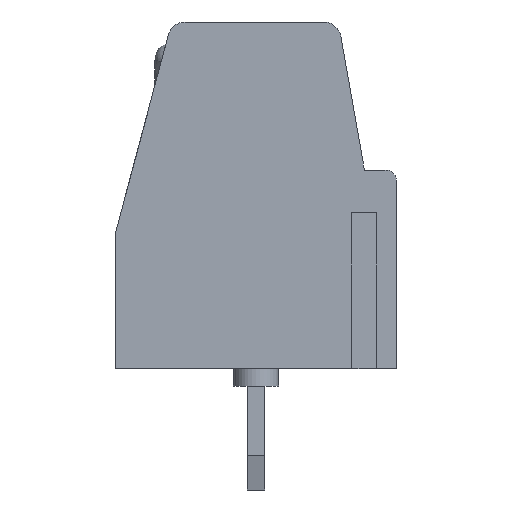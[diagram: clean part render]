
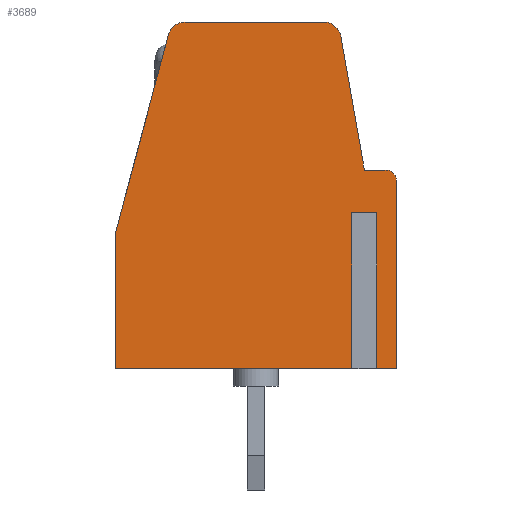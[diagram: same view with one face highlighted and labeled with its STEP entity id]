
A CAD part, left-side view. The second image highlights one B-rep face of the part: STEP entity #3689.
In plain terms, the highlighted face is planar.
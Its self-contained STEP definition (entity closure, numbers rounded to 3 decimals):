
#79=PLANE('',#3930);
#251=FACE_OUTER_BOUND('',#475,.T.);
#475=EDGE_LOOP('',(#2500,#2501,#2502,#2503,#2504,#2505,#2506,#2507,#2508,
#2509,#2510,#2511,#2512,#2513));
#695=CIRCLE('',#3906,0.5);
#705=CIRCLE('',#3931,0.3);
#706=CIRCLE('',#3932,0.5);
#803=LINE('',#5303,#1192);
#806=LINE('',#5309,#1195);
#819=LINE('',#5359,#1208);
#827=LINE('',#5374,#1216);
#848=LINE('',#5427,#1237);
#856=LINE('',#5444,#1245);
#857=LINE('',#5445,#1246);
#858=LINE('',#5447,#1247);
#859=LINE('',#5451,#1248);
#860=LINE('',#5452,#1249);
#861=LINE('',#5454,#1250);
#1192=VECTOR('',#4249,1.);
#1195=VECTOR('',#4254,1.);
#1208=VECTOR('',#4277,1.);
#1216=VECTOR('',#4285,1.);
#1237=VECTOR('',#4332,1.);
#1245=VECTOR('',#4348,1.);
#1246=VECTOR('',#4349,1.);
#1247=VECTOR('',#4350,1.);
#1248=VECTOR('',#4353,1.);
#1249=VECTOR('',#4354,1.);
#1250=VECTOR('',#4355,1.);
#1579=VERTEX_POINT('',#5291);
#1581=VERTEX_POINT('',#5295);
#1582=VERTEX_POINT('',#5299);
#1584=VERTEX_POINT('',#5302);
#1586=VERTEX_POINT('',#5308);
#1605=VERTEX_POINT('',#5356);
#1606=VERTEX_POINT('',#5358);
#1613=VERTEX_POINT('',#5372);
#1632=VERTEX_POINT('',#5425);
#1637=VERTEX_POINT('',#5443);
#1638=VERTEX_POINT('',#5446);
#1639=VERTEX_POINT('',#5448);
#1640=VERTEX_POINT('',#5450);
#1641=VERTEX_POINT('',#5453);
#1903=EDGE_CURVE('',#1581,#1579,#695,.T.);
#1905=EDGE_CURVE('',#1584,#1582,#803,.T.);
#1908=EDGE_CURVE('',#1586,#1584,#806,.T.);
#1929=EDGE_CURVE('',#1606,#1605,#819,.T.);
#1937=EDGE_CURVE('',#1582,#1613,#827,.T.);
#1963=EDGE_CURVE('',#1632,#1613,#848,.T.);
#1971=EDGE_CURVE('',#1632,#1637,#856,.T.);
#1972=EDGE_CURVE('',#1606,#1637,#857,.T.);
#1973=EDGE_CURVE('',#1605,#1638,#858,.T.);
#1974=EDGE_CURVE('',#1639,#1638,#705,.T.);
#1975=EDGE_CURVE('',#1639,#1640,#859,.T.);
#1976=EDGE_CURVE('',#1640,#1579,#860,.T.);
#1977=EDGE_CURVE('',#1581,#1641,#861,.T.);
#1978=EDGE_CURVE('',#1586,#1641,#706,.T.);
#2500=ORIENTED_EDGE('',*,*,#1908,.T.);
#2501=ORIENTED_EDGE('',*,*,#1905,.T.);
#2502=ORIENTED_EDGE('',*,*,#1937,.T.);
#2503=ORIENTED_EDGE('',*,*,#1963,.F.);
#2504=ORIENTED_EDGE('',*,*,#1971,.T.);
#2505=ORIENTED_EDGE('',*,*,#1972,.F.);
#2506=ORIENTED_EDGE('',*,*,#1929,.T.);
#2507=ORIENTED_EDGE('',*,*,#1973,.T.);
#2508=ORIENTED_EDGE('',*,*,#1974,.F.);
#2509=ORIENTED_EDGE('',*,*,#1975,.T.);
#2510=ORIENTED_EDGE('',*,*,#1976,.T.);
#2511=ORIENTED_EDGE('',*,*,#1903,.F.);
#2512=ORIENTED_EDGE('',*,*,#1977,.T.);
#2513=ORIENTED_EDGE('',*,*,#1978,.F.);
#3689=ADVANCED_FACE('',(#251),#79,.F.);
#3906=AXIS2_PLACEMENT_3D('',#5297,#4244,#4245);
#3930=AXIS2_PLACEMENT_3D('',#5442,#4346,#4347);
#3931=AXIS2_PLACEMENT_3D('',#5449,#4351,#4352);
#3932=AXIS2_PLACEMENT_3D('',#5455,#4356,#4357);
#4244=DIRECTION('center_axis',(0.,0.,1.));
#4245=DIRECTION('ref_axis',(1.,0.,0.));
#4249=DIRECTION('',(0.,-1.,0.));
#4254=DIRECTION('',(0.259,-0.966,0.));
#4277=DIRECTION('',(-1.,0.,0.));
#4285=DIRECTION('',(-1.,0.,0.));
#4332=DIRECTION('',(0.,-1.,0.));
#4346=DIRECTION('center_axis',(0.,0.,1.));
#4347=DIRECTION('ref_axis',(1.,0.,0.));
#4348=DIRECTION('',(-1.,0.,0.));
#4349=DIRECTION('',(0.,1.,0.));
#4350=DIRECTION('',(0.,1.,0.));
#4351=DIRECTION('center_axis',(0.,0.,1.));
#4352=DIRECTION('ref_axis',(1.,0.,0.));
#4353=DIRECTION('',(1.,0.,0.));
#4354=DIRECTION('',(0.174,0.985,0.));
#4355=DIRECTION('',(1.,0.,0.));
#4356=DIRECTION('center_axis',(0.,0.,1.));
#4357=DIRECTION('ref_axis',(1.,0.,0.));
#5291=CARTESIAN_POINT('',(-38.302,25.096,-7.62));
#5295=CARTESIAN_POINT('',(-37.809,25.509,-7.62));
#5297=CARTESIAN_POINT('Origin',(-37.809,25.009,-7.62));
#5299=CARTESIAN_POINT('',(-31.804,15.509,-7.62));
#5302=CARTESIAN_POINT('',(-31.804,19.444,-7.62));
#5303=CARTESIAN_POINT('',(-31.804,-26.716,-7.62));
#5308=CARTESIAN_POINT('',(-33.33,25.138,-7.62));
#5309=CARTESIAN_POINT('',(-19.435,-26.716,-7.62));
#5356=CARTESIAN_POINT('',(-39.904,15.509,-7.62));
#5358=CARTESIAN_POINT('',(-39.181,15.509,-7.62));
#5359=CARTESIAN_POINT('',(-88.926,15.509,-7.62));
#5372=CARTESIAN_POINT('',(-38.767,15.509,-7.62));
#5374=CARTESIAN_POINT('',(-88.926,15.509,-7.62));
#5425=CARTESIAN_POINT('',(-38.767,20.009,-7.62));
#5427=CARTESIAN_POINT('',(-38.767,-26.716,-7.62));
#5442=CARTESIAN_POINT('Origin',(0.,0.,-7.62));
#5443=CARTESIAN_POINT('',(-39.181,20.009,-7.62));
#5444=CARTESIAN_POINT('',(-88.926,20.009,-7.62));
#5445=CARTESIAN_POINT('',(-39.181,-26.716,-7.62));
#5446=CARTESIAN_POINT('',(-39.904,20.939,-7.62));
#5447=CARTESIAN_POINT('',(-39.904,-26.716,-7.62));
#5448=CARTESIAN_POINT('',(-39.604,21.239,-7.62));
#5449=CARTESIAN_POINT('Origin',(-39.604,20.939,-7.62));
#5450=CARTESIAN_POINT('',(-38.982,21.239,-7.62));
#5451=CARTESIAN_POINT('',(-88.926,21.239,-7.62));
#5452=CARTESIAN_POINT('',(-47.438,-26.716,-7.62));
#5453=CARTESIAN_POINT('',(-33.813,25.509,-7.62));
#5454=CARTESIAN_POINT('',(-88.926,25.509,-7.62));
#5455=CARTESIAN_POINT('Origin',(-33.813,25.009,-7.62));
